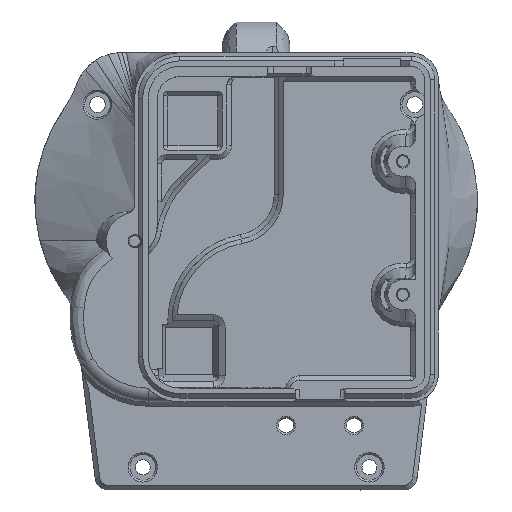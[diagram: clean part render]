
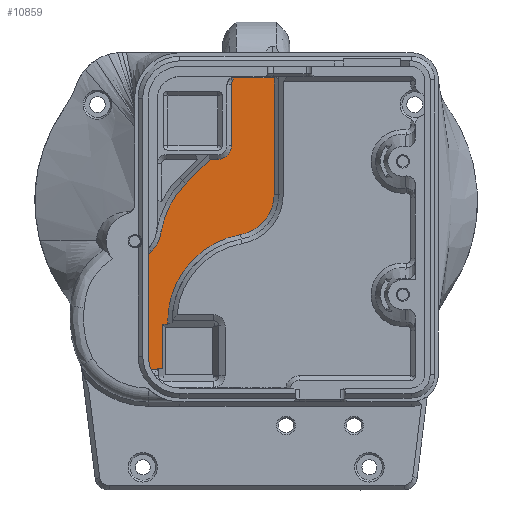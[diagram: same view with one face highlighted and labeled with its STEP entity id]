
A CAD part, top view. The second image highlights one B-rep face of the part: STEP entity #10859.
In plain terms, the highlighted planar face has unit normal (0, 0, 1).
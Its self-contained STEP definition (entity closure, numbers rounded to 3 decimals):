
#436=PLANE('',#11601);
#872=FACE_OUTER_BOUND('',#1515,.T.);
#1515=EDGE_LOOP('',(#8322,#8323,#8324,#8325,#8326,#8327,#8328,#8329,#8330,
#8331,#8332,#8333,#8334,#8335,#8336,#8337,#8338,#8339,#8340));
#2000=CIRCLE('',#11447,1.);
#2001=CIRCLE('',#11449,19.);
#2003=CIRCLE('',#11454,3.);
#2053=CIRCLE('',#11576,7.878);
#2058=CIRCLE('',#11590,6.);
#2059=CIRCLE('',#11600,0.408);
#2060=CIRCLE('',#11602,13.841);
#2061=CIRCLE('',#11603,10.841);
#2062=CIRCLE('',#11604,19.5);
#2063=CIRCLE('',#11605,9.);
#2305=B_SPLINE_CURVE_WITH_KNOTS('',3,(#18319,#18320,#18321,#18322,#18323,
#18324),.UNSPECIFIED.,.F.,.F.,(4,2,4),(0.012,0.054,
0.103),.UNSPECIFIED.);
#2771=LINE('',#18335,#3739);
#2773=LINE('',#18339,#3741);
#2777=LINE('',#18350,#3745);
#2779=LINE('',#18447,#3747);
#2921=LINE('',#22439,#3889);
#2922=LINE('',#22442,#3890);
#2923=LINE('',#22444,#3891);
#2924=LINE('',#22449,#3892);
#3739=VECTOR('',#12648,10.);
#3741=VECTOR('',#12652,10.);
#3745=VECTOR('',#12664,10.);
#3747=VECTOR('',#12668,10.);
#3889=VECTOR('',#13100,10.);
#3890=VECTOR('',#13103,10.);
#3891=VECTOR('',#13104,10.);
#3892=VECTOR('',#13109,10.);
#4767=VERTEX_POINT('',#18228);
#4768=VERTEX_POINT('',#18233);
#4770=VERTEX_POINT('',#18257);
#4772=VERTEX_POINT('',#18326);
#4774=VERTEX_POINT('',#18329);
#4775=VERTEX_POINT('',#18334);
#4776=VERTEX_POINT('',#18338);
#4778=VERTEX_POINT('',#18344);
#4784=VERTEX_POINT('',#18446);
#4937=VERTEX_POINT('',#21512);
#4953=VERTEX_POINT('',#21558);
#4961=VERTEX_POINT('',#22429);
#4962=VERTEX_POINT('',#22430);
#4964=VERTEX_POINT('',#22436);
#4965=VERTEX_POINT('',#22438);
#4966=VERTEX_POINT('',#22440);
#4967=VERTEX_POINT('',#22443);
#4968=VERTEX_POINT('',#22445);
#4969=VERTEX_POINT('',#22447);
#5922=EDGE_CURVE('',#4768,#4767,#2000,.T.);
#5926=EDGE_CURVE('',#4767,#4770,#2305,.F.);
#5928=EDGE_CURVE('',#4772,#4774,#2001,.T.);
#5931=EDGE_CURVE('',#4774,#4775,#2771,.T.);
#5933=EDGE_CURVE('',#4775,#4776,#2773,.T.);
#5936=EDGE_CURVE('',#4776,#4778,#2003,.T.);
#5939=EDGE_CURVE('',#4778,#4768,#2777,.T.);
#5945=EDGE_CURVE('',#4770,#4784,#2779,.T.);
#6185=EDGE_CURVE('',#4937,#4772,#2053,.T.);
#6207=EDGE_CURVE('',#4953,#4937,#2058,.T.);
#6226=EDGE_CURVE('',#4961,#4962,#2059,.T.);
#6229=EDGE_CURVE('',#4964,#4953,#2060,.T.);
#6230=EDGE_CURVE('',#4965,#4964,#2921,.T.);
#6231=EDGE_CURVE('',#4966,#4965,#2061,.T.);
#6232=EDGE_CURVE('',#4962,#4966,#2922,.T.);
#6233=EDGE_CURVE('',#4967,#4961,#2923,.T.);
#6234=EDGE_CURVE('',#4968,#4967,#2062,.T.);
#6235=EDGE_CURVE('',#4969,#4968,#2063,.T.);
#6236=EDGE_CURVE('',#4784,#4969,#2924,.T.);
#8322=ORIENTED_EDGE('',*,*,#5939,.F.);
#8323=ORIENTED_EDGE('',*,*,#5936,.F.);
#8324=ORIENTED_EDGE('',*,*,#5933,.F.);
#8325=ORIENTED_EDGE('',*,*,#5931,.F.);
#8326=ORIENTED_EDGE('',*,*,#5928,.F.);
#8327=ORIENTED_EDGE('',*,*,#6185,.F.);
#8328=ORIENTED_EDGE('',*,*,#6207,.F.);
#8329=ORIENTED_EDGE('',*,*,#6229,.F.);
#8330=ORIENTED_EDGE('',*,*,#6230,.F.);
#8331=ORIENTED_EDGE('',*,*,#6231,.F.);
#8332=ORIENTED_EDGE('',*,*,#6232,.F.);
#8333=ORIENTED_EDGE('',*,*,#6226,.F.);
#8334=ORIENTED_EDGE('',*,*,#6233,.F.);
#8335=ORIENTED_EDGE('',*,*,#6234,.F.);
#8336=ORIENTED_EDGE('',*,*,#6235,.F.);
#8337=ORIENTED_EDGE('',*,*,#6236,.F.);
#8338=ORIENTED_EDGE('',*,*,#5945,.F.);
#8339=ORIENTED_EDGE('',*,*,#5926,.F.);
#8340=ORIENTED_EDGE('',*,*,#5922,.F.);
#10859=ADVANCED_FACE('',(#872),#436,.T.);
#11447=AXIS2_PLACEMENT_3D('',#18235,#12636,#12637);
#11449=AXIS2_PLACEMENT_3D('',#18330,#12641,#12642);
#11454=AXIS2_PLACEMENT_3D('',#18345,#12657,#12658);
#11576=AXIS2_PLACEMENT_3D('',#21514,#13017,#13018);
#11590=AXIS2_PLACEMENT_3D('',#21560,#13061,#13062);
#11600=AXIS2_PLACEMENT_3D('',#22431,#13092,#13093);
#11601=AXIS2_PLACEMENT_3D('',#22435,#13096,#13097);
#11602=AXIS2_PLACEMENT_3D('',#22437,#13098,#13099);
#11603=AXIS2_PLACEMENT_3D('',#22441,#13101,#13102);
#11604=AXIS2_PLACEMENT_3D('',#22446,#13105,#13106);
#11605=AXIS2_PLACEMENT_3D('',#22448,#13107,#13108);
#12636=DIRECTION('center_axis',(0.,0.,-1.));
#12637=DIRECTION('ref_axis',(-1.,0.,0.));
#12641=DIRECTION('center_axis',(0.,0.,-1.));
#12642=DIRECTION('ref_axis',(-0.707,0.707,0.));
#12648=DIRECTION('',(0.707,0.707,0.));
#12652=DIRECTION('',(1.,0.,0.));
#12657=DIRECTION('center_axis',(0.,0.,1.));
#12658=DIRECTION('ref_axis',(0.,-1.,0.));
#12664=DIRECTION('',(0.,1.,0.));
#12668=DIRECTION('',(1.,0.,0.));
#13017=DIRECTION('center_axis',(0.,0.,1.));
#13018=DIRECTION('ref_axis',(0.461,-0.888,0.));
#13061=DIRECTION('center_axis',(0.,0.,1.));
#13062=DIRECTION('ref_axis',(0.465,-0.885,0.));
#13092=DIRECTION('center_axis',(0.,0.,1.));
#13093=DIRECTION('ref_axis',(-1.,0.,0.));
#13096=DIRECTION('center_axis',(0.,0.,1.));
#13097=DIRECTION('ref_axis',(-1.,0.,0.));
#13098=DIRECTION('center_axis',(0.,0.,-1.));
#13099=DIRECTION('ref_axis',(0.,1.,0.));
#13100=DIRECTION('',(0.,1.,0.));
#13101=DIRECTION('center_axis',(0.,0.,-1.));
#13102=DIRECTION('ref_axis',(-1.,0.,0.));
#13103=DIRECTION('',(0.,-1.,0.));
#13104=DIRECTION('',(-1.,0.,0.));
#13105=DIRECTION('center_axis',(0.,0.,1.));
#13106=DIRECTION('ref_axis',(-1.,0.004,0.));
#13107=DIRECTION('center_axis',(0.,0.,-1.));
#13108=DIRECTION('ref_axis',(1.,0.,0.));
#13109=DIRECTION('',(0.,-1.,0.));
#18228=CARTESIAN_POINT('',(-5.28,24.908,35.986));
#18233=CARTESIAN_POINT('',(-5.475,24.316,35.986));
#18235=CARTESIAN_POINT('Origin',(-4.475,24.316,35.986));
#18257=CARTESIAN_POINT('',(-5.004,25.711,35.986));
#18319=CARTESIAN_POINT('Ctrl Pts',(-5.004,25.711,35.986));
#18320=CARTESIAN_POINT('Ctrl Pts',(-5.014,25.57,35.986));
#18321=CARTESIAN_POINT('Ctrl Pts',(-5.042,25.429,35.986));
#18322=CARTESIAN_POINT('Ctrl Pts',(-5.136,25.143,35.986));
#18323=CARTESIAN_POINT('Ctrl Pts',(-5.204,25.011,35.986));
#18324=CARTESIAN_POINT('Ctrl Pts',(-5.28,24.908,35.986));
#18326=CARTESIAN_POINT('',(-20.937,-8.256,35.986));
#18329=CARTESIAN_POINT('',(-15.591,2.308,35.986));
#18330=CARTESIAN_POINT('Origin',(-2.156,-11.127,35.986));
#18334=CARTESIAN_POINT('',(-10.124,7.775,35.986));
#18335=CARTESIAN_POINT('',(-12.396,5.503,35.986));
#18338=CARTESIAN_POINT('',(-8.475,7.775,35.986));
#18339=CARTESIAN_POINT('',(-4.353,7.775,35.986));
#18344=CARTESIAN_POINT('',(-5.475,10.775,35.986));
#18345=CARTESIAN_POINT('Origin',(-8.475,10.775,35.986));
#18350=CARTESIAN_POINT('',(-5.475,8.321,35.986));
#18446=CARTESIAN_POINT('',(4.,25.711,35.986));
#18447=CARTESIAN_POINT('',(7.483,25.711,35.986));
#21512=CARTESIAN_POINT('',(-23.162,-12.644,35.986));
#21514=CARTESIAN_POINT('Origin',(-28.725,-7.065,35.986));
#21558=CARTESIAN_POINT('',(-26.309,-14.295,35.986));
#21560=CARTESIAN_POINT('Origin',(-27.399,-8.395,35.986));
#22429=CARTESIAN_POINT('',(-20.347,-28.61,35.986));
#22430=CARTESIAN_POINT('',(-20.755,-29.018,35.986));
#22431=CARTESIAN_POINT('Origin',(-20.347,-29.018,35.986));
#22435=CARTESIAN_POINT('Origin',(-0.232,-5.132,35.986));
#22436=CARTESIAN_POINT('',(-34.635,-19.3,35.986));
#22437=CARTESIAN_POINT('Origin',(-23.794,-27.905,35.986));
#22438=CARTESIAN_POINT('',(-34.635,-27.905,35.986));
#22439=CARTESIAN_POINT('',(-34.635,-27.905,35.986));
#22440=CARTESIAN_POINT('',(-20.755,-38.311,35.986));
#22441=CARTESIAN_POINT('Origin',(-23.794,-27.905,35.986));
#22442=CARTESIAN_POINT('',(-20.755,-17.075,35.986));
#22443=CARTESIAN_POINT('',(-19.507,-28.61,35.986));
#22444=CARTESIAN_POINT('',(-4.79,-28.61,35.986));
#22445=CARTESIAN_POINT('',(-3.426,-8.861,35.986));
#22446=CARTESIAN_POINT('Origin',(-0.014,-28.061,
35.986));
#22447=CARTESIAN_POINT('',(4.,0.,35.986));
#22448=CARTESIAN_POINT('Origin',(-5.,0.,35.986));
#22449=CARTESIAN_POINT('',(4.,10.425,35.986));
